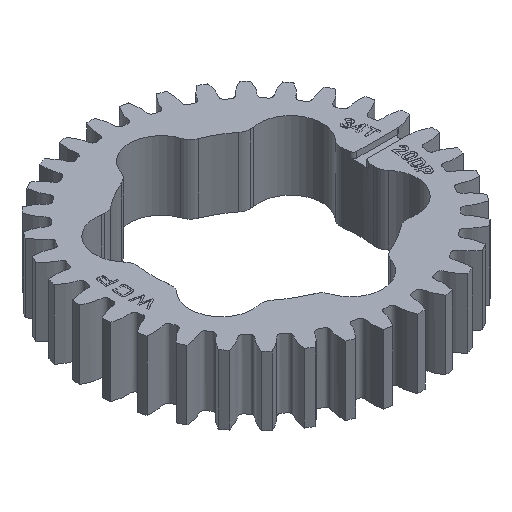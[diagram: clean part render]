
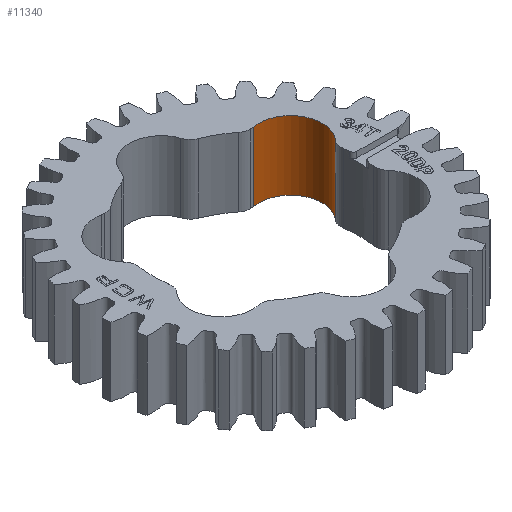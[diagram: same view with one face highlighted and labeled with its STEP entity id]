
A CAD part, isometric view. The second image highlights one B-rep face of the part: STEP entity #11340.
In plain terms, the highlighted cylindrical face has radius 4.366 mm (diameter 8.731 mm), a partial arc.
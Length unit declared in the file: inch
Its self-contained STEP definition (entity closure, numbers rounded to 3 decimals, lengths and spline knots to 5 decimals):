
#252 = DIRECTION ( 'NONE',  ( 0., 0., -1. ) ) ;
#427 = EDGE_LOOP ( 'NONE', ( #19246, #5962, #16504, #3504 ) ) ;
#536 = VERTEX_POINT ( 'NONE', #21637 ) ;
#709 = DIRECTION ( 'NONE',  ( 0., 0., 1. ) ) ;
#1513 = AXIS2_PLACEMENT_3D ( 'NONE', #16963, #13578, #20483 ) ;
#3023 = EDGE_CURVE ( 'NONE', #536, #17995, #12372, .T. ) ;
#3291 = VERTEX_POINT ( 'NONE', #22318 ) ;
#3504 = ORIENTED_EDGE ( 'NONE', *, *, #22116, .T. ) ;
#4253 = VERTEX_POINT ( 'NONE', #10572 ) ;
#4832 = FACE_OUTER_BOUND ( 'NONE', #427, .T. ) ;
#5104 = VECTOR ( 'NONE', #252, 39.37008 ) ;
#5910 = AXIS2_PLACEMENT_3D ( 'NONE', #7518, #709, #7629 ) ;
#5962 = ORIENTED_EDGE ( 'NONE', *, *, #20215, .T. ) ;
#6431 = CARTESIAN_POINT ( 'NONE',  ( 0.41286, 0.42635, -0.1875 ) ) ;
#7518 = CARTESIAN_POINT ( 'NONE',  ( 0.44654, 0.25781, 0.1875 ) ) ;
#7629 = DIRECTION ( 'NONE',  ( -1., 0., 0. ) ) ;
#8133 = LINE ( 'NONE', #20254, #16339 ) ;
#10054 = CYLINDRICAL_SURFACE ( 'NONE', #1513, 0.17188 ) ;
#10572 = CARTESIAN_POINT ( 'NONE',  ( 0.57566, 0.14437, -0.1875 ) ) ;
#11287 = EDGE_CURVE ( 'NONE', #3291, #4253, #8133, .T. ) ;
#11340 = ADVANCED_FACE ( 'NONE', ( #4832 ), #10054, .F. ) ;
#12372 = LINE ( 'NONE', #16113, #5104 ) ;
#13162 = CIRCLE ( 'NONE', #14247, 0.17188 ) ;
#13578 = DIRECTION ( 'NONE',  ( 0., 0., -1. ) ) ;
#14247 = AXIS2_PLACEMENT_3D ( 'NONE', #14601, #17657, #21507 ) ;
#14601 = CARTESIAN_POINT ( 'NONE',  ( 0.44654, 0.25781, -0.1875 ) ) ;
#15047 = DIRECTION ( 'NONE',  ( 0., 0., -1. ) ) ;
#16113 = CARTESIAN_POINT ( 'NONE',  ( 0.41286, 0.42635, 0.25 ) ) ;
#16339 = VECTOR ( 'NONE', #15047, 39.37008 ) ;
#16504 = ORIENTED_EDGE ( 'NONE', *, *, #3023, .T. ) ;
#16963 = CARTESIAN_POINT ( 'NONE',  ( 0.44654, 0.25781, 0.25 ) ) ;
#17657 = DIRECTION ( 'NONE',  ( 0., 0., -1. ) ) ;
#17995 = VERTEX_POINT ( 'NONE', #6431 ) ;
#19246 = ORIENTED_EDGE ( 'NONE', *, *, #11287, .F. ) ;
#19284 = CIRCLE ( 'NONE', #5910, 0.17188 ) ;
#20215 = EDGE_CURVE ( 'NONE', #3291, #536, #19284, .T. ) ;
#20254 = CARTESIAN_POINT ( 'NONE',  ( 0.57566, 0.14437, 0.25 ) ) ;
#20483 = DIRECTION ( 'NONE',  ( 0., -1., 0. ) ) ;
#21507 = DIRECTION ( 'NONE',  ( 1., 0., 0. ) ) ;
#21637 = CARTESIAN_POINT ( 'NONE',  ( 0.41286, 0.42635, 0.1875 ) ) ;
#22116 = EDGE_CURVE ( 'NONE', #17995, #4253, #13162, .T. ) ;
#22318 = CARTESIAN_POINT ( 'NONE',  ( 0.57566, 0.14437, 0.1875 ) ) ;
